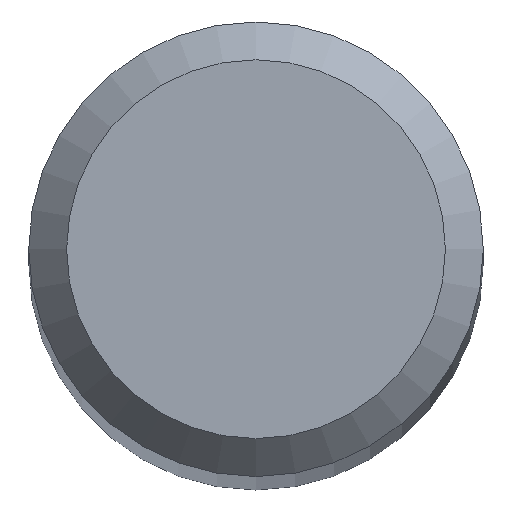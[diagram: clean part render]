
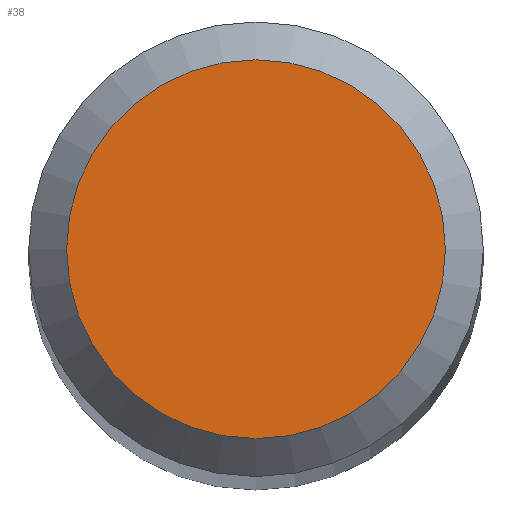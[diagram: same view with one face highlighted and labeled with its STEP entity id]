
A CAD part, top view. The second image highlights one B-rep face of the part: STEP entity #38.
In plain terms, the highlighted planar face has unit normal (0, 0, 1).
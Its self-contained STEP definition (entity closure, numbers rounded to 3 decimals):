
#6 = AXIS2_PLACEMENT_3D ( 'NONE', #145, #97, #160 ) ;
#36 = DIRECTION ( 'NONE',  ( 0., 1., 0. ) ) ;
#38 = ADVANCED_FACE ( 'NONE', ( #215 ), #121, .F. ) ;
#39 = AXIS2_PLACEMENT_3D ( 'NONE', #41, #112, #36 ) ;
#41 = CARTESIAN_POINT ( 'NONE',  ( 0., 0., 60. ) ) ;
#95 = CIRCLE ( 'NONE', #39, 1.25 ) ;
#97 = DIRECTION ( 'NONE',  ( 0., 0., -1. ) ) ;
#100 = CARTESIAN_POINT ( 'NONE',  ( 0., 1.25, 60. ) ) ;
#112 = DIRECTION ( 'NONE',  ( 0., 0., -1. ) ) ;
#121 = PLANE ( 'NONE',  #6 ) ;
#137 = EDGE_LOOP ( 'NONE', ( #157 ) ) ;
#145 = CARTESIAN_POINT ( 'NONE',  ( 0., 0., 60. ) ) ;
#157 = ORIENTED_EDGE ( 'NONE', *, *, #189, .F. ) ;
#160 = DIRECTION ( 'NONE',  ( 0., 1., 0. ) ) ;
#189 = EDGE_CURVE ( 'NONE', #222, #222, #95, .T. ) ;
#215 = FACE_OUTER_BOUND ( 'NONE', #137, .T. ) ;
#222 = VERTEX_POINT ( 'NONE', #100 ) ;
